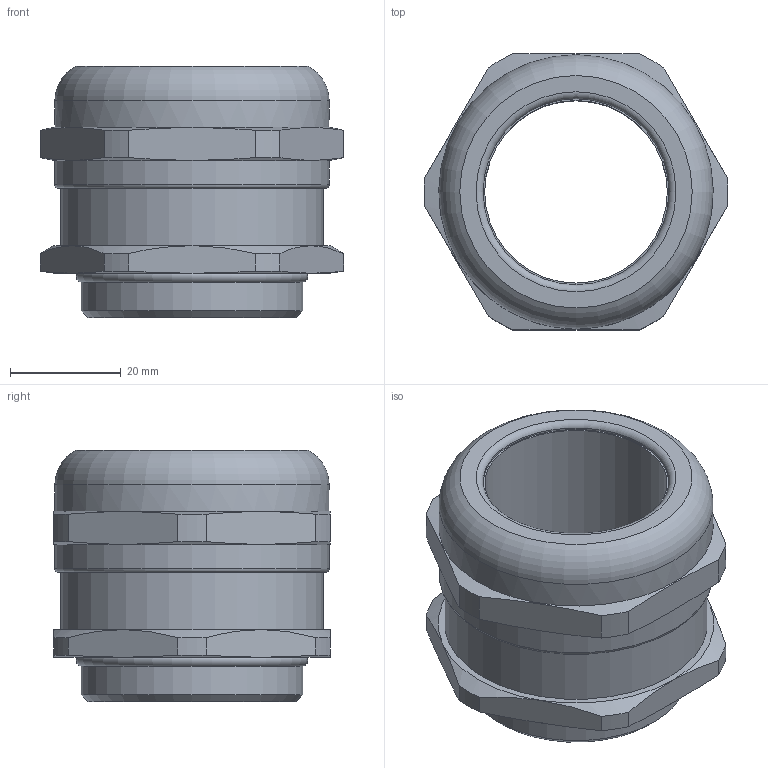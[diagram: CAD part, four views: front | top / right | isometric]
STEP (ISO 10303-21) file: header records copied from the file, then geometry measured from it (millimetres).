
FILE_DESCRIPTION(/* description */ (''),/* implementation_level */ '2;1');
FILE_NAME(/* name */ '100186528ugm000_e.stp',/* time_stamp */ '2019-01-23T16:33:31+01:00',/* author */ (''),/* organization */ (''),/* preprocessor_version */ 'ST-DEVELOPER v16.7',/* originating_system */ 'SIEMENS PLM Software NX 12.0',/* authorisation */ '');
FILE_SCHEMA (('AUTOMOTIVE_DESIGN { 1 0 10303 214 3 1 1 1 }'));
Length unit declared in the file: millimetre
Products named in the file (1): 100186528ugm000_e
Bounding box: 54.87 x 49.9 x 45.37 mm (x, y, z)
Volume: 42734.6 mm3; surface area: 14156 mm2
Topology: 1 solids, 1 shells, 67 faces, 306 edges, 353 vertices
Faces by surface type: cylinder 34, plane 17, cone 12, torus 4
Full cylindrical faces by diameter (mm): 33 x1, 33.6 x1, 40 x1, 41.226 x1, 47.5 x1, 49.55 x2
Entity records: 3547 total; most frequent: CARTESIAN_POINT 958, ORIENTED_EDGE 380, DIRECTION 363, EDGE_CURVE 190, VERTEX_POINT 160, AXIS2_PLACEMENT_3D 132, B_SPLINE_CURVE_WITH_KNOTS 118, PRESENTATION_STYLE_ASSIGNMENT 117
